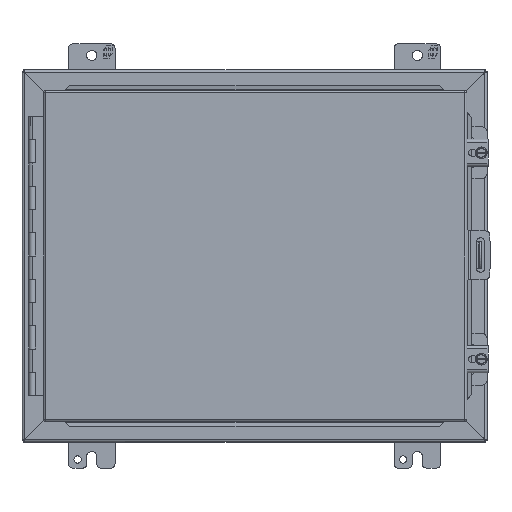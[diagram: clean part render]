
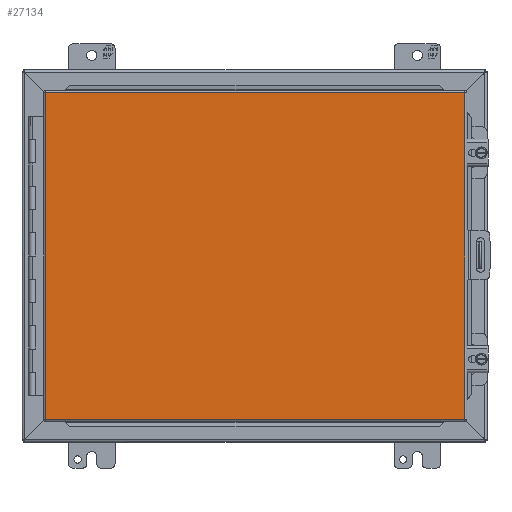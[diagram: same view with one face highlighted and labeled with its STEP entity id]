
A CAD part, front view. The second image highlights one B-rep face of the part: STEP entity #27134.
In plain terms, the highlighted planar face has unit normal (0, -1, 0).
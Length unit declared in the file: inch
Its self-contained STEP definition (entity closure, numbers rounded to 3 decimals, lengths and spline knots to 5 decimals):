
#292 = DIRECTION ( 'NONE',  ( 0., 0., 1. ) ) ;
#2097 = ORIENTED_EDGE ( 'NONE', *, *, #9467, .T. ) ;
#2356 = VECTOR ( 'NONE', #22871, 39.37008 ) ;
#2359 = VECTOR ( 'NONE', #9964, 39.37008 ) ;
#2669 = VERTEX_POINT ( 'NONE', #41500 ) ;
#2735 = VERTEX_POINT ( 'NONE', #11581 ) ;
#2805 = EDGE_LOOP ( 'NONE', ( #15344, #18821, #2097, #17450 ) ) ;
#4126 = EDGE_CURVE ( 'NONE', #2735, #7889, #43385, .T. ) ;
#7889 = VERTEX_POINT ( 'NONE', #30322 ) ;
#8368 = DIRECTION ( 'NONE',  ( 0., 0., -1. ) ) ;
#9467 = EDGE_CURVE ( 'NONE', #2669, #2735, #21026, .T. ) ;
#9964 = DIRECTION ( 'NONE',  ( 0., 0., -1. ) ) ;
#10527 = EDGE_CURVE ( 'NONE', #11403, #2669, #28116, .T. ) ;
#11403 = VERTEX_POINT ( 'NONE', #35914 ) ;
#11581 = CARTESIAN_POINT ( 'NONE',  ( 9.04626, -7.18504, -7.02376 ) ) ;
#12356 = PLANE ( 'NONE',  #22866 ) ;
#15344 = ORIENTED_EDGE ( 'NONE', *, *, #20930, .T. ) ;
#17450 = ORIENTED_EDGE ( 'NONE', *, *, #4126, .T. ) ;
#18821 = ORIENTED_EDGE ( 'NONE', *, *, #10527, .T. ) ;
#19678 = VECTOR ( 'NONE', #43259, 39.37008 ) ;
#20930 = EDGE_CURVE ( 'NONE', #7889, #11403, #39927, .T. ) ;
#21026 = LINE ( 'NONE', #39709, #19678 ) ;
#22281 = FACE_OUTER_BOUND ( 'NONE', #2805, .T. ) ;
#22866 = AXIS2_PLACEMENT_3D ( 'NONE', #26731, #23204, #8368 ) ;
#22871 = DIRECTION ( 'NONE',  ( -1., 0., 0. ) ) ;
#23204 = DIRECTION ( 'NONE',  ( 0., -1., 0. ) ) ;
#26731 = CARTESIAN_POINT ( 'NONE',  ( -8.98426, -7.18504, -7.02376 ) ) ;
#27134 = ADVANCED_FACE ( 'NONE', ( #22281 ), #12356, .T. ) ;
#28116 = LINE ( 'NONE', #34740, #2359 ) ;
#30322 = CARTESIAN_POINT ( 'NONE',  ( 9.04626, -7.18504, 7.02376 ) ) ;
#34740 = CARTESIAN_POINT ( 'NONE',  ( -8.98426, -7.18504, -7.02376 ) ) ;
#35914 = CARTESIAN_POINT ( 'NONE',  ( -8.98426, -7.18504, 7.02376 ) ) ;
#37789 = CARTESIAN_POINT ( 'NONE',  ( -8.98426, -7.18504, 7.02376 ) ) ;
#39709 = CARTESIAN_POINT ( 'NONE',  ( 9.04626, -7.18504, -7.02376 ) ) ;
#39927 = LINE ( 'NONE', #37789, #2356 ) ;
#40567 = VECTOR ( 'NONE', #292, 39.37008 ) ;
#41500 = CARTESIAN_POINT ( 'NONE',  ( -8.98426, -7.18504, -7.02376 ) ) ;
#43259 = DIRECTION ( 'NONE',  ( 1., 0., 0. ) ) ;
#43385 = LINE ( 'NONE', #46719, #40567 ) ;
#46719 = CARTESIAN_POINT ( 'NONE',  ( 9.04626, -7.18504, 7.02376 ) ) ;
